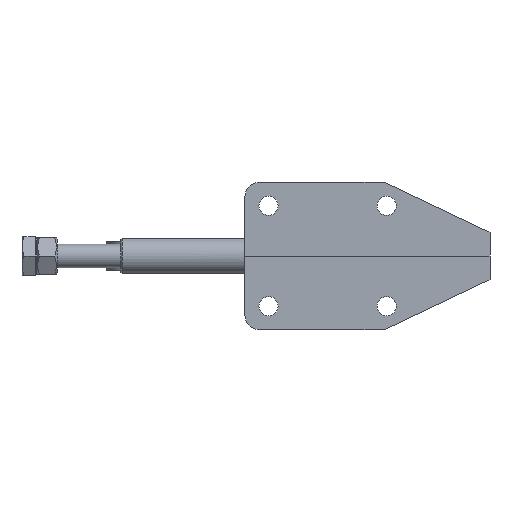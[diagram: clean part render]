
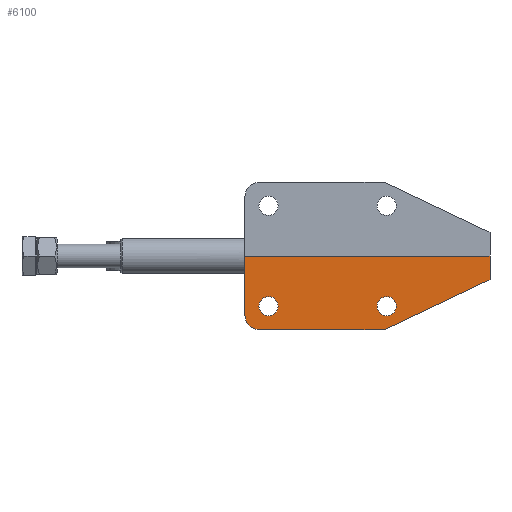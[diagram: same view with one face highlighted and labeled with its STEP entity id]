
A CAD part, front view. The second image highlights one B-rep face of the part: STEP entity #6100.
In plain terms, the highlighted planar face has unit normal (0, -1, 0).
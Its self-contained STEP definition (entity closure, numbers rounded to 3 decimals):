
#161 = CIRCLE ( 'NONE', #553, 3.25 ) ;
#261 = VERTEX_POINT ( 'NONE', #4173 ) ;
#287 = EDGE_CURVE ( 'NONE', #1094, #261, #2193, .T. ) ;
#453 = EDGE_CURVE ( 'NONE', #6581, #6883, #161, .T. ) ;
#523 = DIRECTION ( 'NONE',  ( 0., 1., 0. ) ) ;
#553 = AXIS2_PLACEMENT_3D ( 'NONE', #1637, #5131, #1045 ) ;
#791 = VERTEX_POINT ( 'NONE', #2230 ) ;
#834 = EDGE_CURVE ( 'NONE', #6032, #791, #2536, .T. ) ;
#904 = DIRECTION ( 'NONE',  ( 0., 1., 0. ) ) ;
#911 = AXIS2_PLACEMENT_3D ( 'NONE', #7360, #1472, #4972 ) ;
#1008 = VERTEX_POINT ( 'NONE', #5841 ) ;
#1045 = DIRECTION ( 'NONE',  ( -1., 0., 0. ) ) ;
#1054 = AXIS2_PLACEMENT_3D ( 'NONE', #2283, #1692, #5789 ) ;
#1094 = VERTEX_POINT ( 'NONE', #3392 ) ;
#1215 = CARTESIAN_POINT ( 'NONE',  ( -78., 0., -28. ) ) ;
#1309 = VERTEX_POINT ( 'NONE', #4422 ) ;
#1395 = ORIENTED_EDGE ( 'NONE', *, *, #1801, .T. ) ;
#1420 = CARTESIAN_POINT ( 'NONE',  ( 0., 0., -3. ) ) ;
#1441 = ORIENTED_EDGE ( 'NONE', *, *, #834, .T. ) ;
#1472 = DIRECTION ( 'NONE',  ( 0., -1., 0. ) ) ;
#1625 = CIRCLE ( 'NONE', #7366, 3.25 ) ;
#1637 = CARTESIAN_POINT ( 'NONE',  ( -35., 0., -20. ) ) ;
#1642 = EDGE_CURVE ( 'NONE', #261, #4246, #3987, .T. ) ;
#1692 = DIRECTION ( 'NONE',  ( 0., 1., 0. ) ) ;
#1693 = DIRECTION ( 'NONE',  ( -1., 0., 0. ) ) ;
#1801 = EDGE_CURVE ( 'NONE', #2793, #1008, #5615, .T. ) ;
#1955 = CIRCLE ( 'NONE', #5417, 3.25 ) ;
#2048 = ORIENTED_EDGE ( 'NONE', *, *, #453, .T. ) ;
#2063 = PLANE ( 'NONE',  #911 ) ;
#2193 = LINE ( 'NONE', #1420, #6775 ) ;
#2230 = CARTESIAN_POINT ( 'NONE',  ( -71.75, 0., -20. ) ) ;
#2283 = CARTESIAN_POINT ( 'NONE',  ( -75., 0., -20. ) ) ;
#2317 = EDGE_CURVE ( 'NONE', #1309, #1008, #3475, .T. ) ;
#2340 = VECTOR ( 'NONE', #7272, 1000. ) ;
#2343 = ORIENTED_EDGE ( 'NONE', *, *, #6085, .T. ) ;
#2536 = CIRCLE ( 'NONE', #1054, 3.25 ) ;
#2611 = DIRECTION ( 'NONE',  ( 0., 1., 0. ) ) ;
#2793 = VERTEX_POINT ( 'NONE', #7364 ) ;
#2831 = EDGE_LOOP ( 'NONE', ( #6302, #5500, #1395, #6781, #3406, #3792 ) ) ;
#2845 = CARTESIAN_POINT ( 'NONE',  ( -83., 0., -3. ) ) ;
#2915 = EDGE_CURVE ( 'NONE', #2793, #1094, #7553, .T. ) ;
#3010 = FACE_OUTER_BOUND ( 'NONE', #2831, .T. ) ;
#3011 = CARTESIAN_POINT ( 'NONE',  ( -38.25, 0., -20. ) ) ;
#3072 = EDGE_LOOP ( 'NONE', ( #2048, #4741 ) ) ;
#3109 = EDGE_CURVE ( 'NONE', #4246, #1309, #4952, .T. ) ;
#3149 = EDGE_LOOP ( 'NONE', ( #2343, #1441 ) ) ;
#3392 = CARTESIAN_POINT ( 'NONE',  ( 0., 0., -3. ) ) ;
#3406 = ORIENTED_EDGE ( 'NONE', *, *, #3109, .F. ) ;
#3418 = DIRECTION ( 'NONE',  ( 0., 0., -1. ) ) ;
#3475 = CIRCLE ( 'NONE', #4544, 5. ) ;
#3514 = VECTOR ( 'NONE', #1693, 1000. ) ;
#3792 = ORIENTED_EDGE ( 'NONE', *, *, #1642, .F. ) ;
#3987 = LINE ( 'NONE', #6118, #2340 ) ;
#4049 = CARTESIAN_POINT ( 'NONE',  ( -78., 0., -23. ) ) ;
#4132 = DIRECTION ( 'NONE',  ( 1., 0., 0. ) ) ;
#4173 = CARTESIAN_POINT ( 'NONE',  ( 0., 0., -11. ) ) ;
#4246 = VERTEX_POINT ( 'NONE', #5227 ) ;
#4418 = DIRECTION ( 'NONE',  ( -1., 0., 0. ) ) ;
#4422 = CARTESIAN_POINT ( 'NONE',  ( -78., 0., -28. ) ) ;
#4432 = VECTOR ( 'NONE', #3418, 1000. ) ;
#4518 = CARTESIAN_POINT ( 'NONE',  ( -78.25, 0., -20. ) ) ;
#4544 = AXIS2_PLACEMENT_3D ( 'NONE', #4049, #523, #6964 ) ;
#4741 = ORIENTED_EDGE ( 'NONE', *, *, #7174, .T. ) ;
#4952 = LINE ( 'NONE', #1215, #3514 ) ;
#4972 = DIRECTION ( 'NONE',  ( 1., 0., 0. ) ) ;
#4996 = CARTESIAN_POINT ( 'NONE',  ( -75., 0., -20. ) ) ;
#5131 = DIRECTION ( 'NONE',  ( 0., 1., 0. ) ) ;
#5227 = CARTESIAN_POINT ( 'NONE',  ( -35.88, 0., -28. ) ) ;
#5417 = AXIS2_PLACEMENT_3D ( 'NONE', #6715, #2611, #6125 ) ;
#5451 = CARTESIAN_POINT ( 'NONE',  ( -31.75, 0., -20. ) ) ;
#5500 = ORIENTED_EDGE ( 'NONE', *, *, #2915, .F. ) ;
#5615 = LINE ( 'NONE', #2845, #4432 ) ;
#5789 = DIRECTION ( 'NONE',  ( -1., 0., 0. ) ) ;
#5841 = CARTESIAN_POINT ( 'NONE',  ( -83., 0., -23. ) ) ;
#5869 = CARTESIAN_POINT ( 'NONE',  ( -83., 0., -3. ) ) ;
#5903 = DIRECTION ( 'NONE',  ( 0., 0., -1. ) ) ;
#5914 = VECTOR ( 'NONE', #4132, 1000. ) ;
#5917 = FACE_BOUND ( 'NONE', #3149, .T. ) ;
#6032 = VERTEX_POINT ( 'NONE', #4518 ) ;
#6085 = EDGE_CURVE ( 'NONE', #791, #6032, #1625, .T. ) ;
#6100 = ADVANCED_FACE ( 'NONE', ( #5917, #6110, #3010 ), #2063, .T. ) ;
#6110 = FACE_BOUND ( 'NONE', #3072, .T. ) ;
#6118 = CARTESIAN_POINT ( 'NONE',  ( -35.27, 0., -27.711 ) ) ;
#6125 = DIRECTION ( 'NONE',  ( -1., 0., 0. ) ) ;
#6302 = ORIENTED_EDGE ( 'NONE', *, *, #287, .F. ) ;
#6581 = VERTEX_POINT ( 'NONE', #5451 ) ;
#6715 = CARTESIAN_POINT ( 'NONE',  ( -35., 0., -20. ) ) ;
#6775 = VECTOR ( 'NONE', #5903, 1000. ) ;
#6781 = ORIENTED_EDGE ( 'NONE', *, *, #2317, .F. ) ;
#6883 = VERTEX_POINT ( 'NONE', #3011 ) ;
#6964 = DIRECTION ( 'NONE',  ( -1., 0., 0. ) ) ;
#7174 = EDGE_CURVE ( 'NONE', #6883, #6581, #1955, .T. ) ;
#7272 = DIRECTION ( 'NONE',  ( -0.904, 0., -0.428 ) ) ;
#7360 = CARTESIAN_POINT ( 'NONE',  ( -83., 0., -3. ) ) ;
#7364 = CARTESIAN_POINT ( 'NONE',  ( -83., 0., -3. ) ) ;
#7366 = AXIS2_PLACEMENT_3D ( 'NONE', #4996, #904, #4418 ) ;
#7553 = LINE ( 'NONE', #5869, #5914 ) ;
